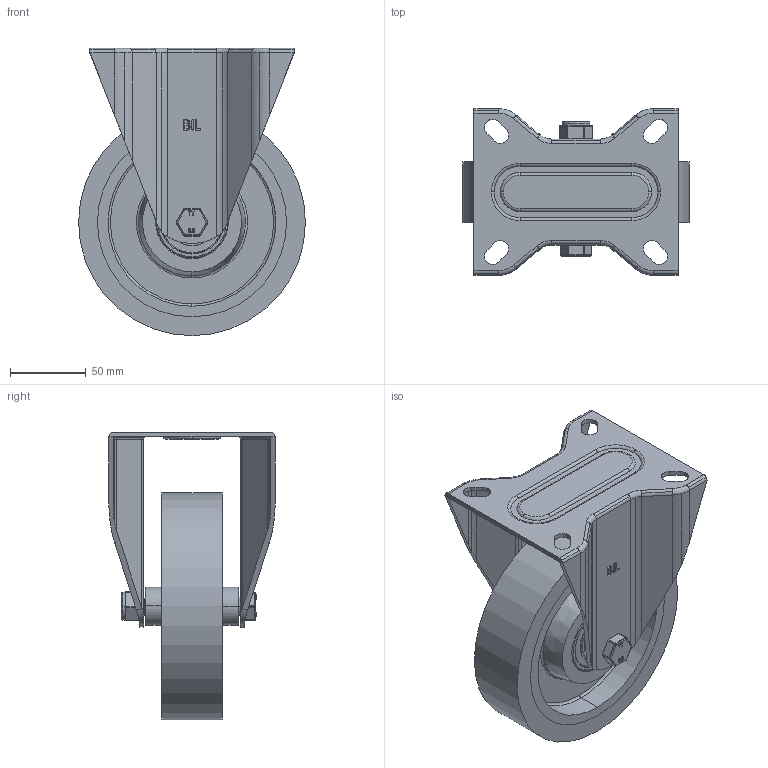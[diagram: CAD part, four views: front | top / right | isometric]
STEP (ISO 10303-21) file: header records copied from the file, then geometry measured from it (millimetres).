
FILE_DESCRIPTION(('STEP AP214'),'1');
FILE_NAME('BZMMF150PTBJ.STEP','2022-05-19T13:13:17',(' '),(' '),'Spatial InterOp 3D',' ',' ');
FILE_SCHEMA(('AUTOMOTIVE_DESIGN { 1 0 10303 214 1 1 1 1 }'));
Length unit declared in the file: metre
Products named in the file (25): BZMMF150AS - 64; ZINC PLATED, PRESSED STEEL BRACKET; BZMMF150PTBJ; BZMH150WPTBJM20; POLYURETHANE TYRE; CAST IRON RIM; BEARING6204; INNER; OUTER; BALL BEARINGS; Component3; MIDDLE; RUBBER; BEARING SPACER; TH20X11X12; ZINC PLATED HEADED SPACER; HEXBOLTM12X80Z8.8; GRADE 8.8 ZINC PLATED BOLT; NYLOC NUT; RUBBER2; NUT; NYLOCM12Z
Assembly tree (44 placements, depth 5):
  BZMMF150PTBJ
    BZMMF150AS - 64
      ZINC PLATED, PRESSED STEEL BRACKET
    BZMH150WPTBJM20
      POLYURETHANE TYRE
      CAST IRON RIM
      BEARING6204
        INNER
        OUTER
        BALL BEARINGS
          Component3  x8
        MIDDLE
        RUBBER
      BEARING6204
        INNER
        OUTER
        BALL BEARINGS
          Component3  x8
        MIDDLE
        RUBBER
      BEARING SPACER
    TH20X11X12
      ZINC PLATED HEADED SPACER
    TH20X11X12
      ZINC PLATED HEADED SPACER
    HEXBOLTM12X80Z8.8
      GRADE 8.8 ZINC PLATED BOLT
    NYLOCM12Z
      NYLOC NUT
        RUBBER2
        NUT
Bounding box: 150 x 110 x 190 mm (x, y, z)
Volume: 603555.9 mm3; surface area: 227599.8 mm2
Topology: 35 solids, 35 shells, 1377 faces, 3656 edges, 2368 vertices
Faces by surface type: plane 427, cylinder 388, extrusion 338, sphere 132, torus 66, cone 24, bspline 2
Entity records: 38395 total; most frequent: CARTESIAN_POINT 14788, ORIENTED_EDGE 4834, DIRECTION 4537, EDGE_CURVE 2417, AXIS2_PLACEMENT_3D 1681, VERTEX_POINT 1595, VECTOR 1175, EDGE_LOOP 1080
